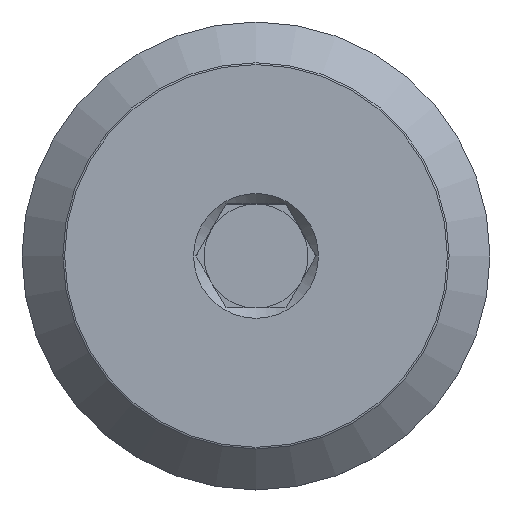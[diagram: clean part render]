
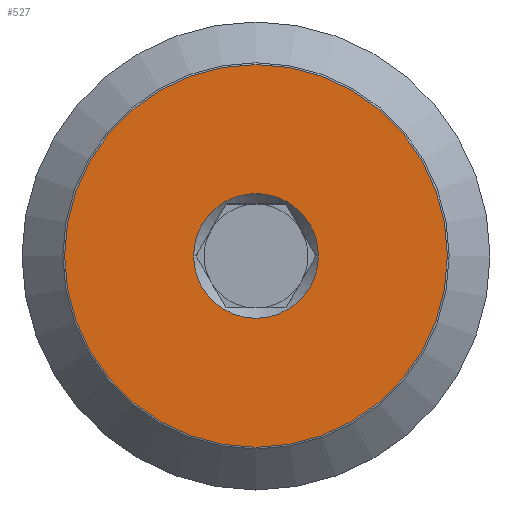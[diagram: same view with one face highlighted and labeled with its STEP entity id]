
A CAD part, top view. The second image highlights one B-rep face of the part: STEP entity #527.
In plain terms, the highlighted planar face has unit normal (0, 0, 1).
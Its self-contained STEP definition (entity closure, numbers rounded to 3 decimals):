
#35=FACE_BOUND('',#126,.T.);
#49=CIRCLE('',#625,6.);
#50=CIRCLE('',#627,18.401);
#51=CIRCLE('',#628,18.401);
#97=FACE_OUTER_BOUND('',#125,.T.);
#125=EDGE_LOOP('',(#410,#411));
#126=EDGE_LOOP('',(#412));
#230=VERTEX_POINT('',#954);
#231=VERTEX_POINT('',#958);
#232=VERTEX_POINT('',#959);
#298=EDGE_CURVE('',#230,#230,#49,.T.);
#300=EDGE_CURVE('',#231,#232,#50,.T.);
#301=EDGE_CURVE('',#232,#231,#51,.T.);
#410=ORIENTED_EDGE('',*,*,#300,.F.);
#411=ORIENTED_EDGE('',*,*,#301,.F.);
#412=ORIENTED_EDGE('',*,*,#298,.F.);
#510=PLANE('',#626);
#527=ADVANCED_FACE('',(#97,#35),#510,.T.);
#625=AXIS2_PLACEMENT_3D('',#955,#740,#741);
#626=AXIS2_PLACEMENT_3D('',#957,#743,#744);
#627=AXIS2_PLACEMENT_3D('',#960,#745,#746);
#628=AXIS2_PLACEMENT_3D('',#961,#747,#748);
#740=DIRECTION('center_axis',(0.,0.,1.));
#741=DIRECTION('ref_axis',(-1.,0.,0.));
#743=DIRECTION('center_axis',(0.,0.,1.));
#744=DIRECTION('ref_axis',(1.,0.,0.));
#745=DIRECTION('center_axis',(0.,0.,-1.));
#746=DIRECTION('ref_axis',(1.,0.,0.));
#747=DIRECTION('center_axis',(0.,0.,-1.));
#748=DIRECTION('ref_axis',(1.,0.,0.));
#954=CARTESIAN_POINT('',(6.,0.,10.));
#955=CARTESIAN_POINT('Origin',(0.,0.,10.));
#957=CARTESIAN_POINT('Origin',(0.,18.401,10.));
#958=CARTESIAN_POINT('',(0.,18.401,10.));
#959=CARTESIAN_POINT('',(18.401,0.,10.));
#960=CARTESIAN_POINT('Origin',(0.,0.,10.));
#961=CARTESIAN_POINT('Origin',(0.,0.,10.));
